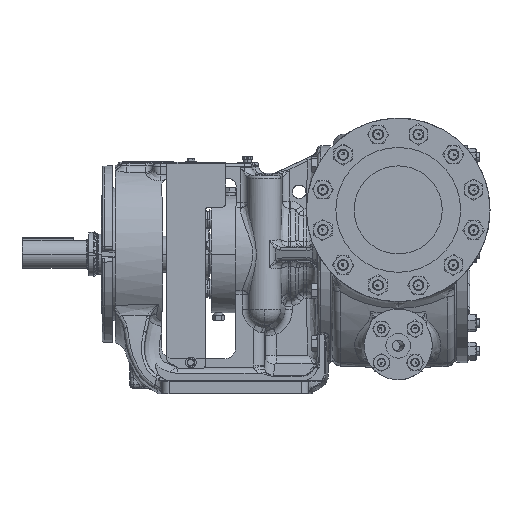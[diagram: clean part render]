
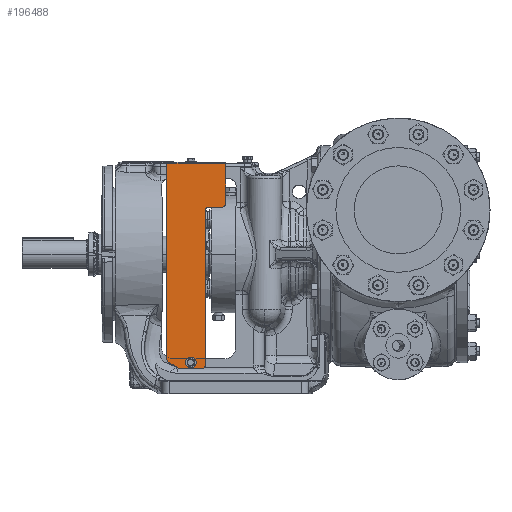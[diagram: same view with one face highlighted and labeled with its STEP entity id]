
A CAD part, top view. The second image highlights one B-rep face of the part: STEP entity #196488.
In plain terms, the highlighted planar face has unit normal (0, 0, 1).
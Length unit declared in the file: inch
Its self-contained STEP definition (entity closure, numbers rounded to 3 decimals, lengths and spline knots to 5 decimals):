
#6272 = CARTESIAN_POINT ( 'NONE',  ( -7.38, 3.45, 3.81 ) ) ;
#7798 = CARTESIAN_POINT ( 'NONE',  ( -10.88, -7.15566, 3.81 ) ) ;
#8325 = VERTEX_POINT ( 'NONE', #229726 ) ;
#10209 = CIRCLE ( 'NONE', #269135, 0.25 ) ;
#11517 = VECTOR ( 'NONE', #255686, 39.37008 ) ;
#17748 = DIRECTION ( 'NONE',  ( 0., -1., 0. ) ) ;
#20914 = DIRECTION ( 'NONE',  ( 0., 0., 1. ) ) ;
#21594 = VERTEX_POINT ( 'NONE', #175711 ) ;
#27154 = DIRECTION ( 'NONE',  ( 0., -1., 0. ) ) ;
#28423 = FACE_BOUND ( 'NONE', #78573, .T. ) ;
#28665 = DIRECTION ( 'NONE',  ( 0., -1., 0. ) ) ;
#31266 = ORIENTED_EDGE ( 'NONE', *, *, #155200, .T. ) ;
#33732 = VERTEX_POINT ( 'NONE', #173802 ) ;
#34117 = VERTEX_POINT ( 'NONE', #161641 ) ;
#34921 = FACE_OUTER_BOUND ( 'NONE', #66311, .T. ) ;
#39102 = VERTEX_POINT ( 'NONE', #228585 ) ;
#41604 = VERTEX_POINT ( 'NONE', #256123 ) ;
#43284 = CARTESIAN_POINT ( 'NONE',  ( -7.91349, -9.15705, 3.81 ) ) ;
#47134 = CIRCLE ( 'NONE', #120406, 0.369 ) ;
#50922 = LINE ( 'NONE', #170887, #203233 ) ;
#52623 = CARTESIAN_POINT ( 'NONE',  ( -7.38, 3.2, 3.81 ) ) ;
#52689 = CARTESIAN_POINT ( 'NONE',  ( -11.13, 6.171, 3.81 ) ) ;
#52695 = DIRECTION ( 'NONE',  ( 0., 1., 0. ) ) ;
#55545 = VERTEX_POINT ( 'NONE', #55879 ) ;
#55879 = CARTESIAN_POINT ( 'NONE',  ( -10.19699, -7.8, 3.81 ) ) ;
#57959 = ORIENTED_EDGE ( 'NONE', *, *, #257019, .F. ) ;
#66311 = EDGE_LOOP ( 'NONE', ( #187033, #75086, #31266, #248005, #57959, #218900, #231406, #189460, #190451, #101632, #99348, #250421 ) ) ;
#67621 = VERTEX_POINT ( 'NONE', #224931 ) ;
#68284 = AXIS2_PLACEMENT_3D ( 'NONE', #7798, #152734, #28665 ) ;
#75086 = ORIENTED_EDGE ( 'NONE', *, *, #219479, .T. ) ;
#78573 = EDGE_LOOP ( 'NONE', ( #257419, #228463 ) ) ;
#80795 = CARTESIAN_POINT ( 'NONE',  ( -8.25, 2.95, 3.81 ) ) ;
#81610 = EDGE_CURVE ( 'NONE', #33732, #132646, #185140, .T. ) ;
#82315 = LINE ( 'NONE', #43284, #88831 ) ;
#82533 = CARTESIAN_POINT ( 'NONE',  ( -10.32199, -7.76651, 3.81 ) ) ;
#88831 = VECTOR ( 'NONE', #125665, 39.37008 ) ;
#94283 = AXIS2_PLACEMENT_3D ( 'NONE', #265949, #141809, #17748 ) ;
#96338 = DIRECTION ( 'NONE',  ( 0., 0., 1. ) ) ;
#97937 = VECTOR ( 'NONE', #120911, 39.37008 ) ;
#99348 = ORIENTED_EDGE ( 'NONE', *, *, #175389, .F. ) ;
#101632 = ORIENTED_EDGE ( 'NONE', *, *, #191282, .T. ) ;
#101715 = DIRECTION ( 'NONE',  ( 0., -1., 0. ) ) ;
#101960 = CIRCLE ( 'NONE', #119991, 0.369 ) ;
#103568 = VECTOR ( 'NONE', #213770, 39.37008 ) ;
#107254 = VECTOR ( 'NONE', #158080, 39.37008 ) ;
#107674 = AXIS2_PLACEMENT_3D ( 'NONE', #80795, #225862, #101715 ) ;
#108908 = EDGE_CURVE ( 'NONE', #173057, #132646, #82315, .T. ) ;
#110701 = CARTESIAN_POINT ( 'NONE',  ( -11.13, -7.8, 3.81 ) ) ;
#111145 = DIRECTION ( 'NONE',  ( 0., 0., 1. ) ) ;
#113630 = VERTEX_POINT ( 'NONE', #132386 ) ;
#114807 = CIRCLE ( 'NONE', #107674, 0.25 ) ;
#115026 = EDGE_CURVE ( 'NONE', #67621, #219310, #50922, .T. ) ;
#119991 = AXIS2_PLACEMENT_3D ( 'NONE', #220471, #96338, #241277 ) ;
#120406 = AXIS2_PLACEMENT_3D ( 'NONE', #123395, #268419, #144258 ) ;
#120911 = DIRECTION ( 'NONE',  ( -1., 0., 0. ) ) ;
#123395 = CARTESIAN_POINT ( 'NONE',  ( -9.5, -7.38, 3.81 ) ) ;
#125376 = VECTOR ( 'NONE', #52695, 39.37008 ) ;
#125665 = DIRECTION ( 'NONE',  ( -0.866, 0.5, 0. ) ) ;
#130061 = VERTEX_POINT ( 'NONE', #52623 ) ;
#132386 = CARTESIAN_POINT ( 'NONE',  ( -8.5, 2.95, 3.81 ) ) ;
#132646 = VERTEX_POINT ( 'NONE', #224486 ) ;
#141809 = DIRECTION ( 'NONE',  ( 0., 0., 1. ) ) ;
#144258 = DIRECTION ( 'NONE',  ( 0., -1., 0. ) ) ;
#145003 = CARTESIAN_POINT ( 'NONE',  ( -7.13, -7.8, 3.81 ) ) ;
#151226 = DIRECTION ( 'NONE',  ( 0., 0., 1. ) ) ;
#152734 = DIRECTION ( 'NONE',  ( 0., 0., 1. ) ) ;
#153023 = LINE ( 'NONE', #245080, #97937 ) ;
#155200 = EDGE_CURVE ( 'NONE', #261743, #67621, #235651, .T. ) ;
#158080 = DIRECTION ( 'NONE',  ( -1., 0., 0. ) ) ;
#158792 = CIRCLE ( 'NONE', #94283, 0.25 ) ;
#159943 = EDGE_CURVE ( 'NONE', #113630, #8325, #114807, .T. ) ;
#161641 = CARTESIAN_POINT ( 'NONE',  ( -9.869, -7.38, 3.81 ) ) ;
#162209 = EDGE_CURVE ( 'NONE', #41604, #34117, #47134, .T. ) ;
#164082 = PLANE ( 'NONE',  #187443 ) ;
#165836 = DIRECTION ( 'NONE',  ( 0., -1., 0. ) ) ;
#170305 = LINE ( 'NONE', #110701, #11517 ) ;
#170887 = CARTESIAN_POINT ( 'NONE',  ( -7.13, 6.171, 3.81 ) ) ;
#173057 = VERTEX_POINT ( 'NONE', #82533 ) ;
#173713 = EDGE_CURVE ( 'NONE', #34117, #41604, #101960, .T. ) ;
#173802 = CARTESIAN_POINT ( 'NONE',  ( -11.13, -7.15566, 3.81 ) ) ;
#175389 = EDGE_CURVE ( 'NONE', #113630, #39102, #268915, .T. ) ;
#175711 = CARTESIAN_POINT ( 'NONE',  ( -8.75, -7.8, 3.81 ) ) ;
#185140 = CIRCLE ( 'NONE', #68284, 0.25 ) ;
#187033 = ORIENTED_EDGE ( 'NONE', *, *, #239665, .F. ) ;
#187443 = AXIS2_PLACEMENT_3D ( 'NONE', #145003, #20914, #165836 ) ;
#189460 = ORIENTED_EDGE ( 'NONE', *, *, #215604, .T. ) ;
#190451 = ORIENTED_EDGE ( 'NONE', *, *, #232887, .F. ) ;
#191282 = EDGE_CURVE ( 'NONE', #21594, #39102, #158792, .T. ) ;
#191688 = DIRECTION ( 'NONE',  ( -1., 0., 0. ) ) ;
#196488 = ADVANCED_FACE ( 'NONE', ( #28423, #34921 ), #164082, .T. ) ;
#203233 = VECTOR ( 'NONE', #191688, 39.37008 ) ;
#213770 = DIRECTION ( 'NONE',  ( 0., -1., 0. ) ) ;
#215604 = EDGE_CURVE ( 'NONE', #173057, #55545, #10209, .T. ) ;
#218900 = ORIENTED_EDGE ( 'NONE', *, *, #81610, .T. ) ;
#219310 = VERTEX_POINT ( 'NONE', #52689 ) ;
#219479 = EDGE_CURVE ( 'NONE', #130061, #261743, #233677, .T. ) ;
#220471 = CARTESIAN_POINT ( 'NONE',  ( -9.5, -7.38, 3.81 ) ) ;
#224486 = CARTESIAN_POINT ( 'NONE',  ( -11.005, -7.37217, 3.81 ) ) ;
#224931 = CARTESIAN_POINT ( 'NONE',  ( -7.13, 6.171, 3.81 ) ) ;
#225862 = DIRECTION ( 'NONE',  ( 0., 0., -1. ) ) ;
#228463 = ORIENTED_EDGE ( 'NONE', *, *, #162209, .F. ) ;
#228585 = CARTESIAN_POINT ( 'NONE',  ( -8.5, -7.55, 3.81 ) ) ;
#229726 = CARTESIAN_POINT ( 'NONE',  ( -8.25, 3.2, 3.81 ) ) ;
#231406 = ORIENTED_EDGE ( 'NONE', *, *, #108908, .F. ) ;
#232887 = EDGE_CURVE ( 'NONE', #21594, #55545, #153023, .T. ) ;
#233677 = CIRCLE ( 'NONE', #245654, 0.25 ) ;
#233918 = CARTESIAN_POINT ( 'NONE',  ( -7.13, 3.45, 3.81 ) ) ;
#235306 = CARTESIAN_POINT ( 'NONE',  ( -10.19699, -7.55, 3.81 ) ) ;
#235651 = LINE ( 'NONE', #238452, #125376 ) ;
#238452 = CARTESIAN_POINT ( 'NONE',  ( -7.13, -7.8, 3.81 ) ) ;
#239665 = EDGE_CURVE ( 'NONE', #130061, #8325, #266163, .T. ) ;
#241277 = DIRECTION ( 'NONE',  ( 0., -1., 0. ) ) ;
#245080 = CARTESIAN_POINT ( 'NONE',  ( -7.13, -7.8, 3.81 ) ) ;
#245654 = AXIS2_PLACEMENT_3D ( 'NONE', #6272, #151226, #27154 ) ;
#248005 = ORIENTED_EDGE ( 'NONE', *, *, #115026, .T. ) ;
#250421 = ORIENTED_EDGE ( 'NONE', *, *, #159943, .T. ) ;
#252699 = CARTESIAN_POINT ( 'NONE',  ( -8.5, 3.2, 3.81 ) ) ;
#255686 = DIRECTION ( 'NONE',  ( 0., 1., 0. ) ) ;
#256116 = DIRECTION ( 'NONE',  ( 0., -1., 0. ) ) ;
#256123 = CARTESIAN_POINT ( 'NONE',  ( -9.131, -7.38, 3.81 ) ) ;
#257019 = EDGE_CURVE ( 'NONE', #33732, #219310, #170305, .T. ) ;
#257419 = ORIENTED_EDGE ( 'NONE', *, *, #173713, .F. ) ;
#261743 = VERTEX_POINT ( 'NONE', #233918 ) ;
#262215 = CARTESIAN_POINT ( 'NONE',  ( -8.5, 3.2, 3.81 ) ) ;
#265949 = CARTESIAN_POINT ( 'NONE',  ( -8.75, -7.55, 3.81 ) ) ;
#266163 = LINE ( 'NONE', #262215, #107254 ) ;
#268419 = DIRECTION ( 'NONE',  ( 0., 0., 1. ) ) ;
#268915 = LINE ( 'NONE', #252699, #103568 ) ;
#269135 = AXIS2_PLACEMENT_3D ( 'NONE', #235306, #111145, #256116 ) ;
